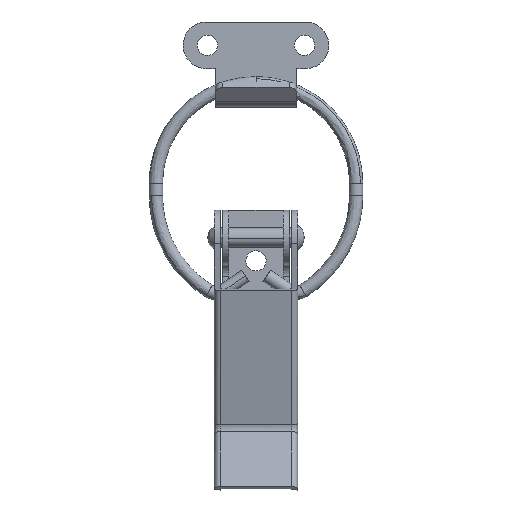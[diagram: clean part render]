
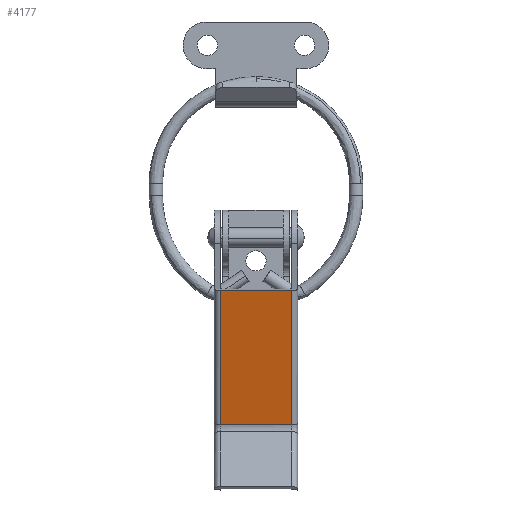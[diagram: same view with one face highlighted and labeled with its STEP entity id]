
A CAD part, front view. The second image highlights one B-rep face of the part: STEP entity #4177.
In plain terms, the highlighted free-form (B-spline) face has degree [1, 1] with [2, 2] control points.
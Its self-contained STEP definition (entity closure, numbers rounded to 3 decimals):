
#3337=CARTESIAN_POINT('',(9.15,2.388,-48.234));
#3338=VERTEX_POINT('',#3337);
#3396=CARTESIAN_POINT('',(9.15,-6.004,-13.659));
#3397=VERTEX_POINT('',#3396);
#3413=CARTESIAN_POINT('',(9.15,2.388,-48.234));
#3414=CARTESIAN_POINT('',(9.15,-6.004,-13.659));
#3415=QUASI_UNIFORM_CURVE('',1,(#3413,#3414),.UNSPECIFIED.,.F.,.U.);
#3416=EDGE_CURVE('',#3338,#3397,#3415,.T.);
#3468=CARTESIAN_POINT('',(-9.15,2.388,-48.234));
#3469=VERTEX_POINT('',#3468);
#3545=CARTESIAN_POINT('',(-9.15,-6.004,-13.659));
#3546=VERTEX_POINT('',#3545);
#3547=CARTESIAN_POINT('',(-9.15,-6.004,-13.659));
#3548=CARTESIAN_POINT('',(-9.15,2.388,-48.234));
#3549=QUASI_UNIFORM_CURVE('',1,(#3547,#3548),.UNSPECIFIED.,.F.,.U.);
#3550=EDGE_CURVE('',#3546,#3469,#3549,.T.);
#3627=CARTESIAN_POINT('',(-9.15,2.388,-48.234));
#3628=CARTESIAN_POINT('',(9.15,2.388,-48.234));
#3629=QUASI_UNIFORM_CURVE('',1,(#3627,#3628),.UNSPECIFIED.,.F.,.U.);
#3630=EDGE_CURVE('',#3469,#3338,#3629,.T.);
#3839=CARTESIAN_POINT('',(9.15,-6.004,-13.659));
#3840=CARTESIAN_POINT('',(-9.15,-6.004,-13.659));
#3841=QUASI_UNIFORM_CURVE('',1,(#3839,#3840),.UNSPECIFIED.,.F.,.U.);
#3842=EDGE_CURVE('',#3397,#3546,#3841,.T.);
#4166=CARTESIAN_POINT('',(-10.064,2.807,-49.961));
#4167=CARTESIAN_POINT('',(-10.064,-6.423,-11.931));
#4168=CARTESIAN_POINT('',(10.064,2.807,-49.961));
#4169=CARTESIAN_POINT('',(10.064,-6.423,-11.931));
#4170=B_SPLINE_SURFACE_WITH_KNOTS('',1,1,((#4166,#4168),(#4167,#4169)),.UNSPECIFIED.,.F.,.F.,.U.,(2,2),(2,2),(0.0,39.134),(0.0,20.128),.UNSPECIFIED.);
#4171=ORIENTED_EDGE('',*,*,#3842,.T.);
#4172=ORIENTED_EDGE('',*,*,#3550,.T.);
#4173=ORIENTED_EDGE('',*,*,#3630,.T.);
#4174=ORIENTED_EDGE('',*,*,#3416,.T.);
#4175=EDGE_LOOP('',(#4171,#4172,#4173,#4174));
#4176=FACE_OUTER_BOUND('',#4175,.T.);
#4177=ADVANCED_FACE('',(#4176),#4170,.F.);
